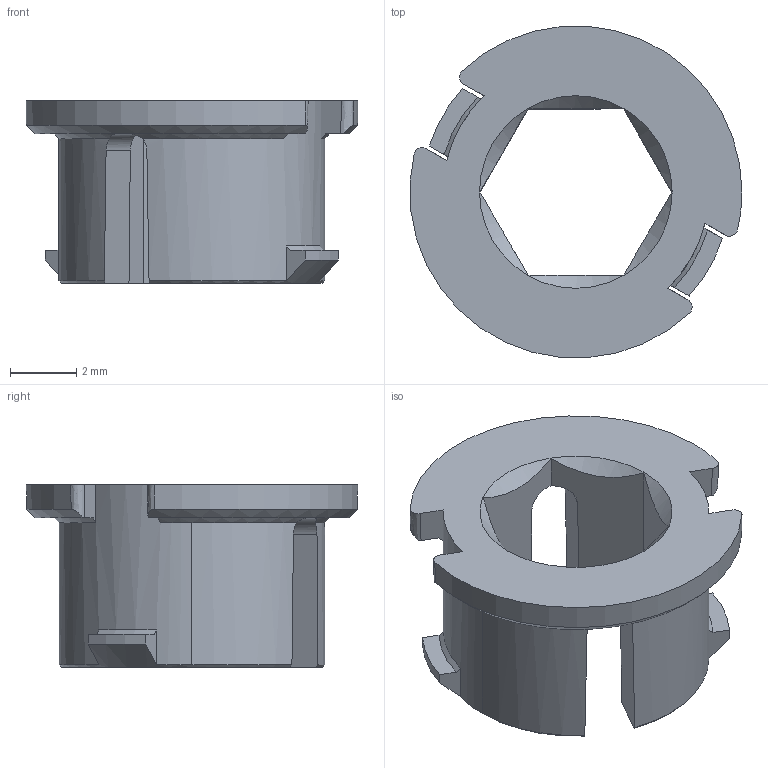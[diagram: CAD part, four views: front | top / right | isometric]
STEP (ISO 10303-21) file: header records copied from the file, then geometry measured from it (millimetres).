
FILE_DESCRIPTION (( 'STEP AP203' ), '1' );
FILE_NAME ('REV-41-1528.STEP', '2017-12-14T17:45:12', ( '' ), ( '' ), 'SwSTEP 2.0', 'SolidWorks 2017', '' );
FILE_SCHEMA (( 'CONFIG_CONTROL_DESIGN' ));
Length unit declared in the file: millimetre
Products named in the file (1): REV-41-1528
Bounding box: 9.99 x 9.97 x 5.5 mm (x, y, z)
Volume: 163.9 mm3; surface area: 339.3 mm2
Topology: 1 solids, 1 shells, 56 faces, 162 edges, 107 vertices
Faces by surface type: plane 25, cone 18, cylinder 9, bspline 4
Entity records: 2102 total; most frequent: CARTESIAN_POINT 644, ORIENTED_EDGE 324, DIRECTION 251, EDGE_CURVE 162, VERTEX_POINT 107, AXIS2_PLACEMENT_3D 94, VECTOR 63, LINE 63
